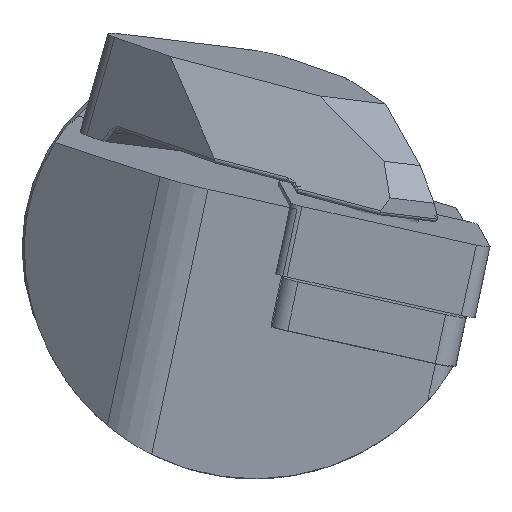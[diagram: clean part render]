
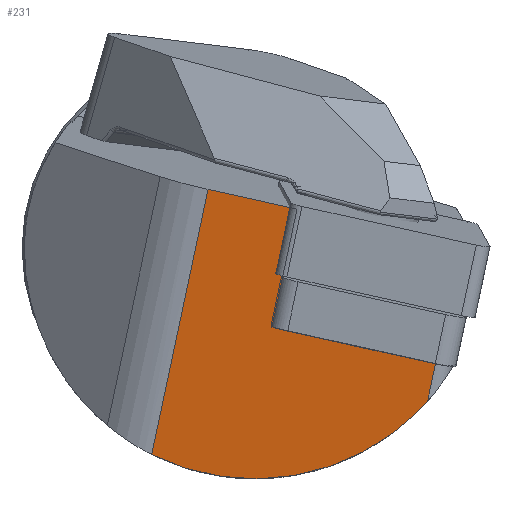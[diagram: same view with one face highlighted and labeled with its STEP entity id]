
A CAD part, left-side view. The second image highlights one B-rep face of the part: STEP entity #231.
In plain terms, the highlighted planar face has unit normal (-0.991, 0.105, -0.084).
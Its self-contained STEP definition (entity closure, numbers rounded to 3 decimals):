
#69=ELLIPSE('',#1535,14.634,14.5);
#231=ADVANCED_FACE('',(#348),#307,.F.);
#307=PLANE('',#1536);
#348=FACE_OUTER_BOUND('',#426,.T.);
#426=EDGE_LOOP('',(#815,#816,#817,#818,#819,#820,#821));
#511=LINE('',#2125,#621);
#517=LINE('',#2140,#627);
#532=LINE('',#2202,#642);
#533=LINE('',#2207,#643);
#537=LINE('',#2249,#647);
#538=LINE('',#2252,#648);
#621=VECTOR('',#1708,1.);
#627=VECTOR('',#1720,1.);
#642=VECTOR('',#1755,1.);
#643=VECTOR('',#1760,1.);
#647=VECTOR('',#1770,1.);
#648=VECTOR('',#1773,1.);
#815=ORIENTED_EDGE('',*,*,#1274,.F.);
#816=ORIENTED_EDGE('',*,*,#1281,.F.);
#817=ORIENTED_EDGE('',*,*,#1307,.F.);
#818=ORIENTED_EDGE('',*,*,#1316,.F.);
#819=ORIENTED_EDGE('',*,*,#1317,.T.);
#820=ORIENTED_EDGE('',*,*,#1309,.T.);
#821=ORIENTED_EDGE('',*,*,#1318,.F.);
#1135=VERTEX_POINT('',#2122);
#1136=VERTEX_POINT('',#2124);
#1142=VERTEX_POINT('',#2139);
#1165=VERTEX_POINT('',#2201);
#1166=VERTEX_POINT('',#2205);
#1168=VERTEX_POINT('',#2208);
#1172=VERTEX_POINT('',#2250);
#1274=EDGE_CURVE('',#1136,#1135,#511,.T.);
#1281=EDGE_CURVE('',#1142,#1136,#517,.T.);
#1307=EDGE_CURVE('',#1165,#1142,#532,.T.);
#1309=EDGE_CURVE('',#1168,#1166,#533,.T.);
#1316=EDGE_CURVE('',#1172,#1165,#537,.T.);
#1317=EDGE_CURVE('',#1172,#1168,#69,.T.);
#1318=EDGE_CURVE('',#1135,#1166,#538,.T.);
#1535=AXIS2_PLACEMENT_3D('',#2251,#1771,#1772);
#1536=AXIS2_PLACEMENT_3D('',#2253,#1774,#1775);
#1708=DIRECTION('',(-0.085,-0.973,-0.216));
#1720=DIRECTION('',(0.105,0.207,-0.973));
#1755=DIRECTION('',(-0.085,-0.973,-0.216));
#1760=DIRECTION('',(-0.105,-0.207,0.973));
#1770=DIRECTION('',(-0.105,-0.207,0.973));
#1771=DIRECTION('',(-0.991,0.105,-0.084));
#1772=DIRECTION('',(0.135,0.774,-0.618));
#1773=DIRECTION('',(-0.085,-0.973,-0.216));
#1774=DIRECTION('',(0.991,-0.105,0.084));
#1775=DIRECTION('',(0.106,0.994,0.));
#2122=CARTESIAN_POINT('',(2.51,-3.584,-5.041));
#2124=CARTESIAN_POINT('',(2.542,-3.216,-4.959));
#2125=CARTESIAN_POINT('',(1.641,-13.514,-7.245));
#2139=CARTESIAN_POINT('',(1.744,-4.796,2.473));
#2140=CARTESIAN_POINT('',(4.827,1.304,-26.224));
#2201=CARTESIAN_POINT('',(2.233,0.799,3.715));
#2202=CARTESIAN_POINT('',(0.843,-15.094,0.187));
#2205=CARTESIAN_POINT('',(1.641,-13.514,-7.245));
#2207=CARTESIAN_POINT('',(3.926,-8.994,-28.51));
#2208=CARTESIAN_POINT('',(1.895,-13.012,-9.605));
#2249=CARTESIAN_POINT('',(5.317,6.899,-24.982));
#2250=CARTESIAN_POINT('',(4.025,4.344,-12.964));
#2251=CARTESIAN_POINT('',(2.235,-2.15,0.));
#2252=CARTESIAN_POINT('',(1.641,-13.514,-7.245));
#2253=CARTESIAN_POINT('',(3.926,-8.994,-28.51));
